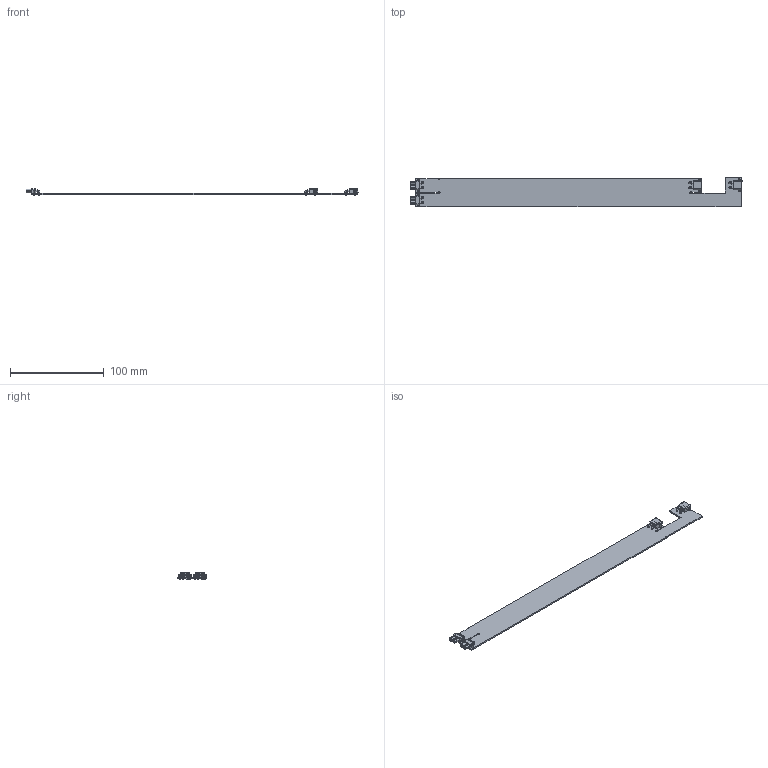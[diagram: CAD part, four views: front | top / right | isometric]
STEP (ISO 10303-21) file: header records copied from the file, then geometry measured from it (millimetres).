
FILE_DESCRIPTION(('KiCad electronic assembly'),'2;1');
FILE_NAME('BatteryInterconnects.step','2026-01-15T10:46:11',('Pcbnew'),( 'Kicad'),'Open CASCADE STEP processor 7.8','KiCad to STEP converter' ,'Unknown');
FILE_SCHEMA(('AUTOMOTIVE_DESIGN { 1 0 10303 214 1 1 1 1 }'));
Length unit declared in the file: millimetre
Products named in the file (4): BatteryInterconnects 1; XT30PW-F; XT30PW-M; BatteryInterconnects_PCB
Assembly tree (5 placements, depth 2):
  BatteryInterconnects 1
    XT30PW-F  x2
    XT30PW-M  x2
    BatteryInterconnects_PCB
Bounding box: 353.85 x 31.5 x 7 mm (x, y, z)
Volume: 16521.7 mm3; surface area: 24348.5 mm2
Topology: 25 solids, 25 shells, 913 faces, 2113 edges, 1274 vertices
Faces by surface type: cylinder 363, plane 274, bspline 140, cone 120, torus 16
Full cylindrical faces by diameter (mm): 1 x8, 1.9 x8
Entity records: 15334 total; most frequent: CARTESIAN_POINT 4354, DIRECTION 2327, ORIENTED_EDGE 2230, EDGE_CURVE 1115, AXIS2_PLACEMENT_3D 897, VERTEX_POINT 676, LINE 533, VECTOR 533
